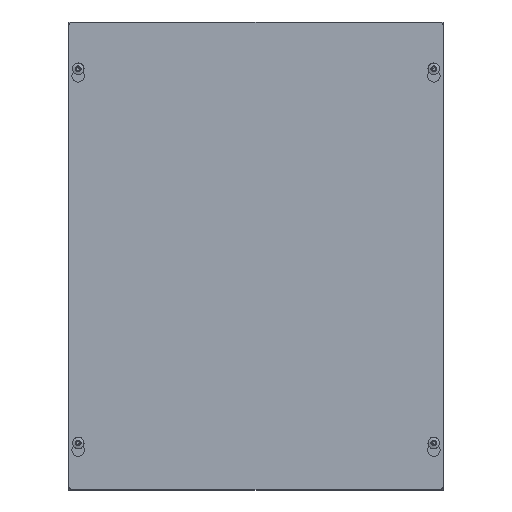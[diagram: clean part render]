
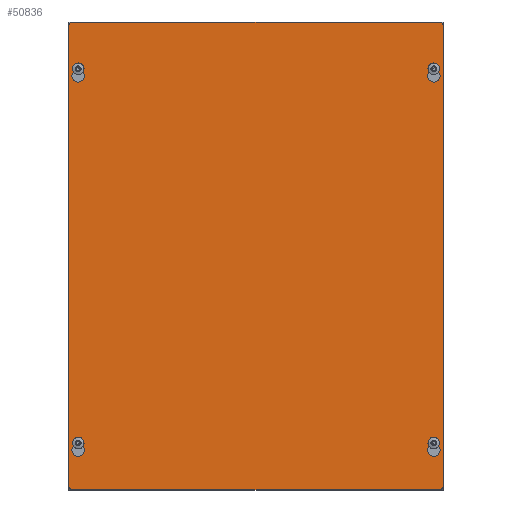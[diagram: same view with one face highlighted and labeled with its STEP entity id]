
A CAD part, top view. The second image highlights one B-rep face of the part: STEP entity #50836.
In plain terms, the highlighted planar face has unit normal (0, 0, 1).
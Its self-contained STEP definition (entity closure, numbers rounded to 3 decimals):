
#4218=FACE_BOUND('',#9564,.T.);
#4219=FACE_BOUND('',#9565,.T.);
#4220=FACE_BOUND('',#9566,.T.);
#4221=FACE_BOUND('',#9567,.T.);
#4740=PLANE('',#54111);
#6697=FACE_OUTER_BOUND('',#9563,.T.);
#9563=EDGE_LOOP('',(#38046,#38047,#38048,#38049,#38050,#38051,#38052,#38053));
#9564=EDGE_LOOP('',(#38054,#38055,#38056,#38057));
#9565=EDGE_LOOP('',(#38058,#38059,#38060,#38061));
#9566=EDGE_LOOP('',(#38062,#38063,#38064,#38065));
#9567=EDGE_LOOP('',(#38066,#38067,#38068,#38069));
#12944=LINE('',#69582,#18317);
#12948=LINE('',#69592,#18321);
#12952=LINE('',#69606,#18325);
#12956=LINE('',#69616,#18329);
#12960=LINE('',#69630,#18333);
#12964=LINE('',#69640,#18337);
#12968=LINE('',#69654,#18341);
#12972=LINE('',#69664,#18345);
#12977=LINE('',#69679,#18350);
#12983=LINE('',#69700,#18356);
#12987=LINE('',#69711,#18360);
#12988=LINE('',#69713,#18361);
#18317=VECTOR('',#58416,0.394);
#18321=VECTOR('',#58428,0.394);
#18325=VECTOR('',#58440,0.394);
#18329=VECTOR('',#58452,0.394);
#18333=VECTOR('',#58464,0.394);
#18337=VECTOR('',#58476,0.394);
#18341=VECTOR('',#58488,0.394);
#18345=VECTOR('',#58500,0.394);
#18350=VECTOR('',#58513,0.394);
#18356=VECTOR('',#58533,0.394);
#18360=VECTOR('',#58547,0.394);
#18361=VECTOR('',#58550,0.394);
#23122=CIRCLE('',#54064,0.203);
#23124=CIRCLE('',#54068,0.117);
#23126=CIRCLE('',#54072,0.203);
#23128=CIRCLE('',#54076,0.117);
#23130=CIRCLE('',#54080,0.203);
#23132=CIRCLE('',#54084,0.117);
#23134=CIRCLE('',#54088,0.203);
#23136=CIRCLE('',#54092,0.117);
#23137=CIRCLE('',#54095,0.125);
#23142=CIRCLE('',#54103,0.125);
#23143=CIRCLE('',#54106,0.125);
#23144=CIRCLE('',#54108,0.125);
#24131=VERTEX_POINT('',#69570);
#24134=VERTEX_POINT('',#69575);
#24136=VERTEX_POINT('',#69581);
#24138=VERTEX_POINT('',#69587);
#24139=VERTEX_POINT('',#69594);
#24142=VERTEX_POINT('',#69599);
#24144=VERTEX_POINT('',#69605);
#24146=VERTEX_POINT('',#69611);
#24147=VERTEX_POINT('',#69618);
#24150=VERTEX_POINT('',#69623);
#24152=VERTEX_POINT('',#69629);
#24154=VERTEX_POINT('',#69635);
#24155=VERTEX_POINT('',#69642);
#24158=VERTEX_POINT('',#69647);
#24160=VERTEX_POINT('',#69653);
#24162=VERTEX_POINT('',#69659);
#24163=VERTEX_POINT('',#69666);
#24164=VERTEX_POINT('',#69667);
#24168=VERTEX_POINT('',#69677);
#24174=VERTEX_POINT('',#69693);
#24175=VERTEX_POINT('',#69694);
#24176=VERTEX_POINT('',#69699);
#24177=VERTEX_POINT('',#69703);
#24178=VERTEX_POINT('',#69707);
#29397=EDGE_CURVE('',#24131,#24134,#23122,.T.);
#29399=EDGE_CURVE('',#24136,#24131,#12944,.T.);
#29402=EDGE_CURVE('',#24138,#24136,#23124,.T.);
#29405=EDGE_CURVE('',#24134,#24138,#12948,.T.);
#29409=EDGE_CURVE('',#24139,#24142,#23126,.T.);
#29411=EDGE_CURVE('',#24144,#24139,#12952,.T.);
#29414=EDGE_CURVE('',#24146,#24144,#23128,.T.);
#29417=EDGE_CURVE('',#24142,#24146,#12956,.T.);
#29421=EDGE_CURVE('',#24147,#24150,#23130,.T.);
#29423=EDGE_CURVE('',#24152,#24147,#12960,.T.);
#29426=EDGE_CURVE('',#24154,#24152,#23132,.T.);
#29429=EDGE_CURVE('',#24150,#24154,#12964,.T.);
#29433=EDGE_CURVE('',#24155,#24158,#23134,.T.);
#29435=EDGE_CURVE('',#24160,#24155,#12968,.T.);
#29438=EDGE_CURVE('',#24162,#24160,#23136,.T.);
#29441=EDGE_CURVE('',#24158,#24162,#12972,.T.);
#29442=EDGE_CURVE('',#24163,#24164,#23137,.T.);
#29448=EDGE_CURVE('',#24168,#24163,#12977,.T.);
#29455=EDGE_CURVE('',#24174,#24175,#23142,.T.);
#29458=EDGE_CURVE('',#24175,#24176,#12983,.T.);
#29460=EDGE_CURVE('',#24176,#24177,#23143,.T.);
#29462=EDGE_CURVE('',#24178,#24168,#23144,.T.);
#29464=EDGE_CURVE('',#24177,#24178,#12987,.T.);
#29465=EDGE_CURVE('',#24164,#24174,#12988,.T.);
#38046=ORIENTED_EDGE('',*,*,#29442,.F.);
#38047=ORIENTED_EDGE('',*,*,#29448,.F.);
#38048=ORIENTED_EDGE('',*,*,#29462,.F.);
#38049=ORIENTED_EDGE('',*,*,#29464,.F.);
#38050=ORIENTED_EDGE('',*,*,#29460,.F.);
#38051=ORIENTED_EDGE('',*,*,#29458,.F.);
#38052=ORIENTED_EDGE('',*,*,#29455,.F.);
#38053=ORIENTED_EDGE('',*,*,#29465,.F.);
#38054=ORIENTED_EDGE('',*,*,#29397,.T.);
#38055=ORIENTED_EDGE('',*,*,#29405,.T.);
#38056=ORIENTED_EDGE('',*,*,#29402,.T.);
#38057=ORIENTED_EDGE('',*,*,#29399,.T.);
#38058=ORIENTED_EDGE('',*,*,#29409,.T.);
#38059=ORIENTED_EDGE('',*,*,#29417,.T.);
#38060=ORIENTED_EDGE('',*,*,#29414,.T.);
#38061=ORIENTED_EDGE('',*,*,#29411,.T.);
#38062=ORIENTED_EDGE('',*,*,#29421,.T.);
#38063=ORIENTED_EDGE('',*,*,#29429,.T.);
#38064=ORIENTED_EDGE('',*,*,#29426,.T.);
#38065=ORIENTED_EDGE('',*,*,#29423,.T.);
#38066=ORIENTED_EDGE('',*,*,#29433,.T.);
#38067=ORIENTED_EDGE('',*,*,#29441,.T.);
#38068=ORIENTED_EDGE('',*,*,#29438,.T.);
#38069=ORIENTED_EDGE('',*,*,#29435,.T.);
#50836=ADVANCED_FACE('',(#6697,#4218,#4219,#4220,#4221),#4740,.T.);
#54064=AXIS2_PLACEMENT_3D('',#69577,#58411,#58412);
#54068=AXIS2_PLACEMENT_3D('',#69588,#58422,#58423);
#54072=AXIS2_PLACEMENT_3D('',#69601,#58435,#58436);
#54076=AXIS2_PLACEMENT_3D('',#69612,#58446,#58447);
#54080=AXIS2_PLACEMENT_3D('',#69625,#58459,#58460);
#54084=AXIS2_PLACEMENT_3D('',#69636,#58470,#58471);
#54088=AXIS2_PLACEMENT_3D('',#69649,#58483,#58484);
#54092=AXIS2_PLACEMENT_3D('',#69660,#58494,#58495);
#54095=AXIS2_PLACEMENT_3D('',#69668,#58503,#58504);
#54103=AXIS2_PLACEMENT_3D('',#69695,#58527,#58528);
#54106=AXIS2_PLACEMENT_3D('',#69704,#58537,#58538);
#54108=AXIS2_PLACEMENT_3D('',#69708,#58542,#58543);
#54111=AXIS2_PLACEMENT_3D('',#69714,#58551,#58552);
#58411=DIRECTION('center_axis',(0.,0.,-1.));
#58412=DIRECTION('ref_axis',(1.,0.,0.));
#58416=DIRECTION('',(0.,-1.,0.));
#58422=DIRECTION('center_axis',(0.,0.,-1.));
#58423=DIRECTION('ref_axis',(1.,0.,0.));
#58428=DIRECTION('',(0.,1.,0.));
#58435=DIRECTION('center_axis',(0.,0.,-1.));
#58436=DIRECTION('ref_axis',(1.,0.,0.));
#58440=DIRECTION('',(0.,-1.,0.));
#58446=DIRECTION('center_axis',(0.,0.,-1.));
#58447=DIRECTION('ref_axis',(1.,0.,0.));
#58452=DIRECTION('',(0.,1.,0.));
#58459=DIRECTION('center_axis',(0.,0.,-1.));
#58460=DIRECTION('ref_axis',(1.,0.,0.));
#58464=DIRECTION('',(0.,-1.,0.));
#58470=DIRECTION('center_axis',(0.,0.,-1.));
#58471=DIRECTION('ref_axis',(1.,0.,0.));
#58476=DIRECTION('',(0.,1.,0.));
#58483=DIRECTION('center_axis',(0.,0.,-1.));
#58484=DIRECTION('ref_axis',(1.,0.,0.));
#58488=DIRECTION('',(0.,-1.,0.));
#58494=DIRECTION('center_axis',(0.,0.,-1.));
#58495=DIRECTION('ref_axis',(1.,0.,0.));
#58500=DIRECTION('',(0.,1.,0.));
#58503=DIRECTION('center_axis',(0.,0.,-1.));
#58504=DIRECTION('ref_axis',(0.707,0.707,0.));
#58513=DIRECTION('',(1.,0.,0.));
#58527=DIRECTION('center_axis',(0.,0.,-1.));
#58528=DIRECTION('ref_axis',(0.707,-0.707,0.));
#58533=DIRECTION('',(-1.,0.,0.));
#58537=DIRECTION('center_axis',(0.,0.,-1.));
#58538=DIRECTION('ref_axis',(-0.707,-0.707,0.));
#58542=DIRECTION('center_axis',(0.,0.,-1.));
#58543=DIRECTION('ref_axis',(-0.707,0.707,0.));
#58547=DIRECTION('',(0.,1.,0.));
#58550=DIRECTION('',(0.,-1.,0.));
#58551=DIRECTION('center_axis',(0.,0.,1.));
#58552=DIRECTION('ref_axis',(1.,0.,0.));
#69570=CARTESIAN_POINT('',(-5.583,5.944,0.053));
#69575=CARTESIAN_POINT('',(-5.817,5.944,0.053));
#69577=CARTESIAN_POINT('Origin',(-5.7,5.778,0.053));
#69581=CARTESIAN_POINT('',(-5.583,6.,0.053));
#69582=CARTESIAN_POINT('',(-5.583,2.972,0.053));
#69587=CARTESIAN_POINT('',(-5.817,6.,0.053));
#69588=CARTESIAN_POINT('Origin',(-5.7,6.,0.053));
#69592=CARTESIAN_POINT('',(-5.817,3.,0.053));
#69594=CARTESIAN_POINT('',(5.817,5.944,0.053));
#69599=CARTESIAN_POINT('',(5.583,5.944,0.053));
#69601=CARTESIAN_POINT('Origin',(5.7,5.778,0.053));
#69605=CARTESIAN_POINT('',(5.817,6.,0.053));
#69606=CARTESIAN_POINT('',(5.817,2.972,0.053));
#69611=CARTESIAN_POINT('',(5.583,6.,0.053));
#69612=CARTESIAN_POINT('Origin',(5.7,6.,0.053));
#69616=CARTESIAN_POINT('',(5.583,3.,0.053));
#69618=CARTESIAN_POINT('',(-5.583,-6.056,0.053));
#69623=CARTESIAN_POINT('',(-5.817,-6.056,0.053));
#69625=CARTESIAN_POINT('Origin',(-5.7,-6.222,0.053));
#69629=CARTESIAN_POINT('',(-5.583,-6.,0.053));
#69630=CARTESIAN_POINT('',(-5.583,-3.028,0.053));
#69635=CARTESIAN_POINT('',(-5.817,-6.,0.053));
#69636=CARTESIAN_POINT('Origin',(-5.7,-6.,0.053));
#69640=CARTESIAN_POINT('',(-5.817,-3.,0.053));
#69642=CARTESIAN_POINT('',(5.817,-6.056,0.053));
#69647=CARTESIAN_POINT('',(5.583,-6.056,0.053));
#69649=CARTESIAN_POINT('Origin',(5.7,-6.222,0.053));
#69653=CARTESIAN_POINT('',(5.817,-6.,0.053));
#69654=CARTESIAN_POINT('',(5.817,-3.028,0.053));
#69659=CARTESIAN_POINT('',(5.583,-6.,0.053));
#69660=CARTESIAN_POINT('Origin',(5.7,-6.,0.053));
#69664=CARTESIAN_POINT('',(5.583,-3.,0.053));
#69666=CARTESIAN_POINT('',(5.875,7.5,0.053));
#69667=CARTESIAN_POINT('',(6.,7.375,0.053));
#69668=CARTESIAN_POINT('Origin',(5.875,7.375,0.053));
#69677=CARTESIAN_POINT('',(-5.875,7.5,0.053));
#69679=CARTESIAN_POINT('',(6.,7.5,0.053));
#69693=CARTESIAN_POINT('',(6.,-7.375,0.053));
#69694=CARTESIAN_POINT('',(5.875,-7.5,0.053));
#69695=CARTESIAN_POINT('Origin',(5.875,-7.375,0.053));
#69699=CARTESIAN_POINT('',(-5.875,-7.5,0.053));
#69700=CARTESIAN_POINT('',(-6.,-7.5,0.053));
#69703=CARTESIAN_POINT('',(-6.,-7.375,0.053));
#69704=CARTESIAN_POINT('Origin',(-5.875,-7.375,0.053));
#69707=CARTESIAN_POINT('',(-6.,7.375,0.053));
#69708=CARTESIAN_POINT('Origin',(-5.875,7.375,0.053));
#69711=CARTESIAN_POINT('',(-6.,7.5,0.053));
#69713=CARTESIAN_POINT('',(6.,-7.5,0.053));
#69714=CARTESIAN_POINT('Origin',(0.,0.,0.053));
